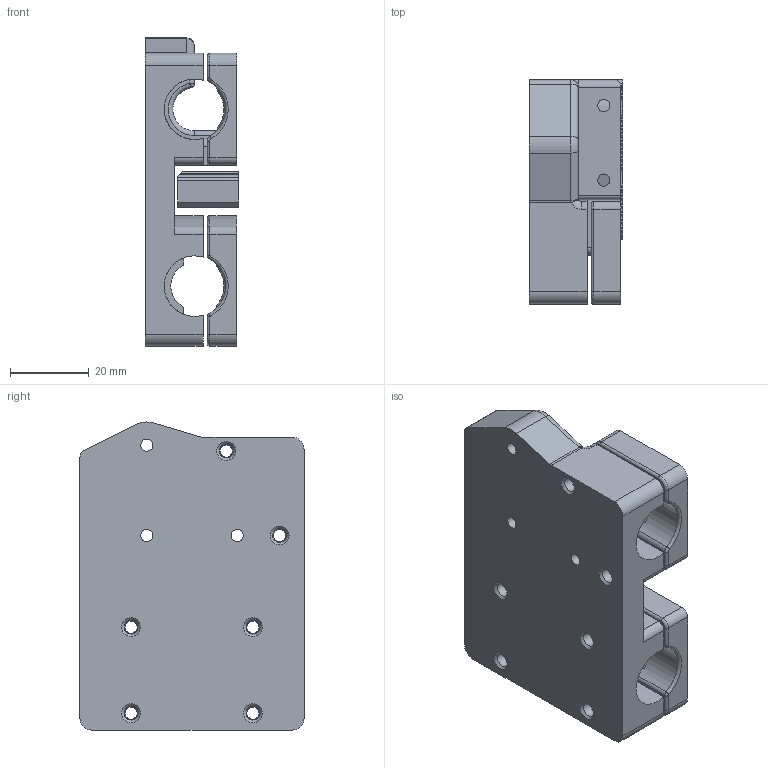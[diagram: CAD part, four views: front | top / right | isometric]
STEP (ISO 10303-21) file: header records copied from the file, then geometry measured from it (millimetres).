
FILE_DESCRIPTION(/* description */ (''),/* implementation_level */ '2;1');
FILE_NAME(/* name */ 'tpge-xcar-w-heatedinserts.stp',/* time_stamp */ '2016-08-29T06:29:25-04:00',/* author */ (''),/* organization */ (''),/* preprocessor_version */ 'ST-DEVELOPER v15',/* originating_system */ 'SIEMENS PLM Software NX 9.0',/* authorisation */ '');
FILE_SCHEMA (('AUTOMOTIVE_DESIGN { 1 0 10303 214 3 1 1 1 }'));
Length unit declared in the file: millimetre
Products named in the file (1): CZ1220E8B673o0dx
Bounding box: 23.75 x 57 x 78.4 mm (x, y, z)
Volume: 64070 mm3; surface area: 26008.1 mm2
Topology: 4 solids, 4 shells, 332 faces, 878 edges, 555 vertices
Faces by surface type: plane 151, cylinder 111, torus 29, bspline 22, cone 18, sphere 1
Full cylindrical faces by diameter (mm): 3.1 x11, 3.3 x6, 3.5 x2, 3.6 x6
Entity records: 10878 total; most frequent: CARTESIAN_POINT 2849, DIRECTION 1666, ORIENTED_EDGE 1614, EDGE_CURVE 807, AXIS2_PLACEMENT_3D 601, VERTEX_POINT 530, LINE 464, VECTOR 464
